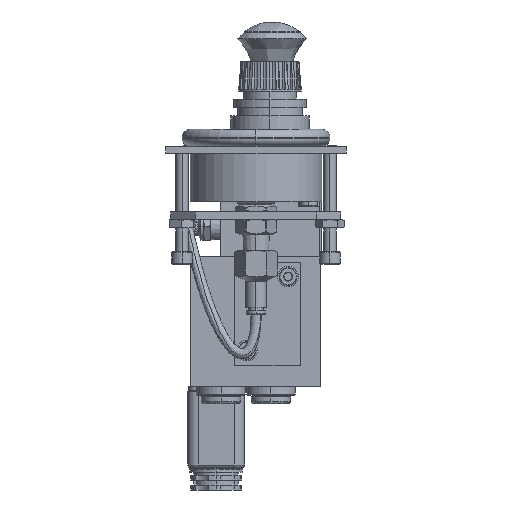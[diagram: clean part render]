
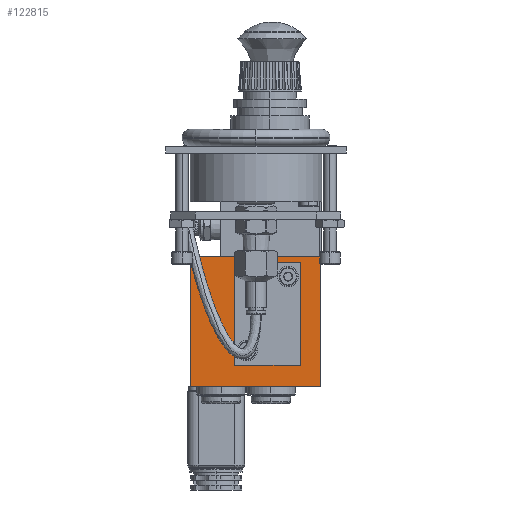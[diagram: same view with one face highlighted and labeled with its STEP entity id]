
A CAD part, left-side view. The second image highlights one B-rep face of the part: STEP entity #122815.
In plain terms, the highlighted planar face has unit normal (-1, 0, 0).
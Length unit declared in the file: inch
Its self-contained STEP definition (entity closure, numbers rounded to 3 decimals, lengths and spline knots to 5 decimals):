
#1492 = DIRECTION ( 'NONE',  ( 0., 0., -1. ) ) ;
#9383 = ORIENTED_EDGE ( 'NONE', *, *, #81347, .T. ) ;
#9842 = DIRECTION ( 'NONE',  ( 0., 0., 1. ) ) ;
#16184 = VECTOR ( 'NONE', #1492, 39.37008 ) ;
#16762 = LINE ( 'NONE', #92711, #221278 ) ;
#20398 = VECTOR ( 'NONE', #9842, 39.37008 ) ;
#23958 = LINE ( 'NONE', #269807, #20398 ) ;
#30402 = ORIENTED_EDGE ( 'NONE', *, *, #105555, .F. ) ;
#40852 = CARTESIAN_POINT ( 'NONE',  ( 0.43169, 0.09055, 1.0564 ) ) ;
#42090 = ORIENTED_EDGE ( 'NONE', *, *, #208654, .T. ) ;
#43643 = DIRECTION ( 'NONE',  ( 0., 0., -1. ) ) ;
#44655 = ORIENTED_EDGE ( 'NONE', *, *, #107989, .F. ) ;
#49241 = CARTESIAN_POINT ( 'NONE',  ( 0.43169, 2.07055, -0.9236 ) ) ;
#54547 = DIRECTION ( 'NONE',  ( 0., 1., 0. ) ) ;
#71155 = LINE ( 'NONE', #271543, #74405 ) ;
#74220 = CARTESIAN_POINT ( 'NONE',  ( 0.43169, 0.09055, 1.0564 ) ) ;
#74405 = VECTOR ( 'NONE', #54547, 39.37008 ) ;
#78309 = CARTESIAN_POINT ( 'NONE',  ( 0.43169, 2.07055, -0.9236 ) ) ;
#81347 = EDGE_CURVE ( 'NONE', #82112, #256633, #189968, .T. ) ;
#82112 = VERTEX_POINT ( 'NONE', #74220 ) ;
#83937 = EDGE_CURVE ( 'NONE', #82112, #238339, #168980, .T. ) ;
#84183 = LINE ( 'NONE', #218945, #94313 ) ;
#84764 = DIRECTION ( 'NONE',  ( 0., 0., -1. ) ) ;
#92711 = CARTESIAN_POINT ( 'NONE',  ( 0.43169, 1.08055, -0.6056 ) ) ;
#94313 = VECTOR ( 'NONE', #84764, 39.37008 ) ;
#97940 = VERTEX_POINT ( 'NONE', #280565 ) ;
#98241 = CARTESIAN_POINT ( 'NONE',  ( 0.43169, 0.09055, -0.9236 ) ) ;
#102836 = PLANE ( 'NONE',  #133878 ) ;
#105555 = EDGE_CURVE ( 'NONE', #205634, #97940, #16762, .T. ) ;
#106589 = CARTESIAN_POINT ( 'NONE',  ( 0.43169, 0.09055, 1.0564 ) ) ;
#107989 = EDGE_CURVE ( 'NONE', #97940, #176337, #23958, .T. ) ;
#122356 = CARTESIAN_POINT ( 'NONE',  ( 0.43169, 2.07055, 1.0564 ) ) ;
#122390 = CARTESIAN_POINT ( 'NONE',  ( 0.43169, 0.39634, 0.9644 ) ) ;
#122815 = ADVANCED_FACE ( 'NONE', ( #184368, #245645 ), #102836, .F. ) ;
#128508 = VECTOR ( 'NONE', #258413, 39.37008 ) ;
#133697 = ORIENTED_EDGE ( 'NONE', *, *, #220803, .F. ) ;
#133878 = AXIS2_PLACEMENT_3D ( 'NONE', #40852, #193138, #282660 ) ;
#157289 = EDGE_LOOP ( 'NONE', ( #30402, #133697, #167912, #44655 ) ) ;
#160168 = LINE ( 'NONE', #49241, #245480 ) ;
#162137 = VECTOR ( 'NONE', #43643, 39.37008 ) ;
#167912 = ORIENTED_EDGE ( 'NONE', *, *, #204706, .F. ) ;
#168980 = LINE ( 'NONE', #106589, #162137 ) ;
#176337 = VERTEX_POINT ( 'NONE', #122390 ) ;
#184368 = FACE_BOUND ( 'NONE', #157289, .T. ) ;
#189968 = LINE ( 'NONE', #236488, #128508 ) ;
#193138 = DIRECTION ( 'NONE',  ( 1., 0., 0. ) ) ;
#195684 = VERTEX_POINT ( 'NONE', #247508 ) ;
#196556 = EDGE_CURVE ( 'NONE', #238339, #228700, #160168, .T. ) ;
#201548 = DIRECTION ( 'NONE',  ( 0., 1., 0. ) ) ;
#204706 = EDGE_CURVE ( 'NONE', #176337, #195684, #71155, .T. ) ;
#205634 = VERTEX_POINT ( 'NONE', #265226 ) ;
#206089 = ORIENTED_EDGE ( 'NONE', *, *, #83937, .F. ) ;
#208654 = EDGE_CURVE ( 'NONE', #256633, #228700, #227451, .T. ) ;
#218945 = CARTESIAN_POINT ( 'NONE',  ( 0.43169, 1.39634, 0.0664 ) ) ;
#220803 = EDGE_CURVE ( 'NONE', #195684, #205634, #84183, .T. ) ;
#221278 = VECTOR ( 'NONE', #244045, 39.37008 ) ;
#227451 = LINE ( 'NONE', #245307, #16184 ) ;
#228700 = VERTEX_POINT ( 'NONE', #78309 ) ;
#236488 = CARTESIAN_POINT ( 'NONE',  ( 0.43169, 1.08055, 1.0564 ) ) ;
#238339 = VERTEX_POINT ( 'NONE', #98241 ) ;
#244045 = DIRECTION ( 'NONE',  ( 0., -1., 0. ) ) ;
#245307 = CARTESIAN_POINT ( 'NONE',  ( 0.43169, 2.07055, 0.0664 ) ) ;
#245480 = VECTOR ( 'NONE', #201548, 39.37008 ) ;
#245645 = FACE_OUTER_BOUND ( 'NONE', #272639, .T. ) ;
#247508 = CARTESIAN_POINT ( 'NONE',  ( 0.43169, 1.39634, 0.9644 ) ) ;
#256633 = VERTEX_POINT ( 'NONE', #122356 ) ;
#258413 = DIRECTION ( 'NONE',  ( 0., 1., 0. ) ) ;
#265226 = CARTESIAN_POINT ( 'NONE',  ( 0.43169, 1.39634, -0.6056 ) ) ;
#266266 = ORIENTED_EDGE ( 'NONE', *, *, #196556, .F. ) ;
#269807 = CARTESIAN_POINT ( 'NONE',  ( 0.43169, 0.39634, 0.0664 ) ) ;
#271543 = CARTESIAN_POINT ( 'NONE',  ( 0.43169, 1.08055, 0.9644 ) ) ;
#272639 = EDGE_LOOP ( 'NONE', ( #42090, #266266, #206089, #9383 ) ) ;
#280565 = CARTESIAN_POINT ( 'NONE',  ( 0.43169, 0.39634, -0.6056 ) ) ;
#282660 = DIRECTION ( 'NONE',  ( 0., 0., -1. ) ) ;
